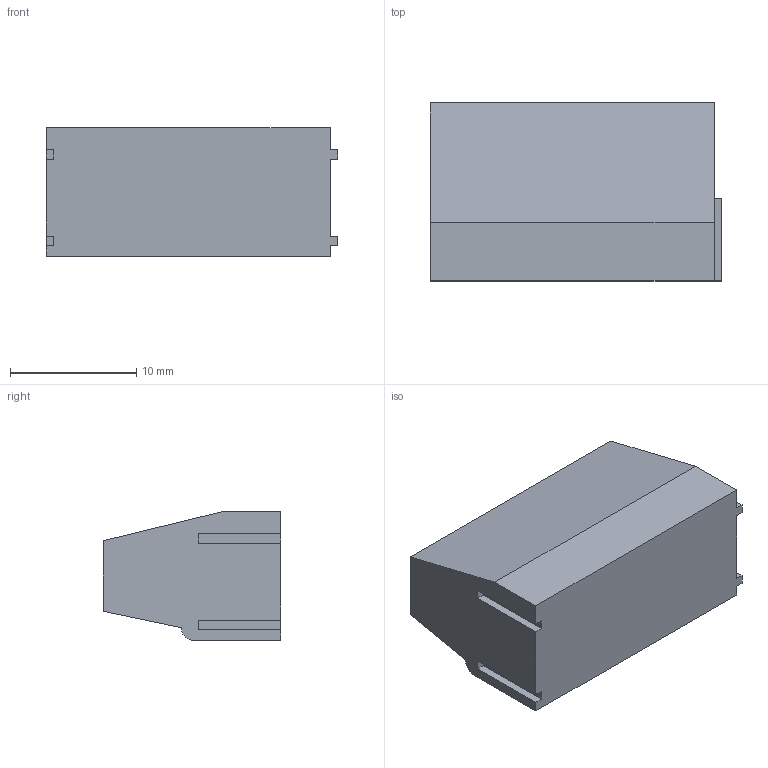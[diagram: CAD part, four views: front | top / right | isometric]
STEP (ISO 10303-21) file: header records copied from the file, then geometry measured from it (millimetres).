
FILE_DESCRIPTION (( 'STEP AP214' ), '1' );
FILE_NAME ('CUI_dg128-7.5_dg128-7.5 (3).step', '2021-02-21T00:26:25', ( '' ), ( '' ), 'SwSTEP 2.0', 'SolidWorks 2021', '' );
FILE_SCHEMA (( 'AUTOMOTIVE_DESIGN' ));
Length unit declared in the file: inch
Products named in the file (1): CUI_dg128-7.5_dg128-7.5 (3)
Bounding box: 23.1 x 14.1 x 10.2 mm (x, y, z)
Volume: 2505.7 mm3; surface area: 1613.1 mm2
Topology: 1 solids, 1 shells, 82 faces, 192 edges, 124 vertices
Faces by surface type: plane 66, cylinder 16
Entity records: 3080 total; most frequent: CARTESIAN_POINT 399, DIRECTION 390, ORIENTED_EDGE 384, EDGE_CURVE 192, LINE 160, VECTOR 160, VERTEX_POINT 124, AXIS2_PLACEMENT_3D 115
